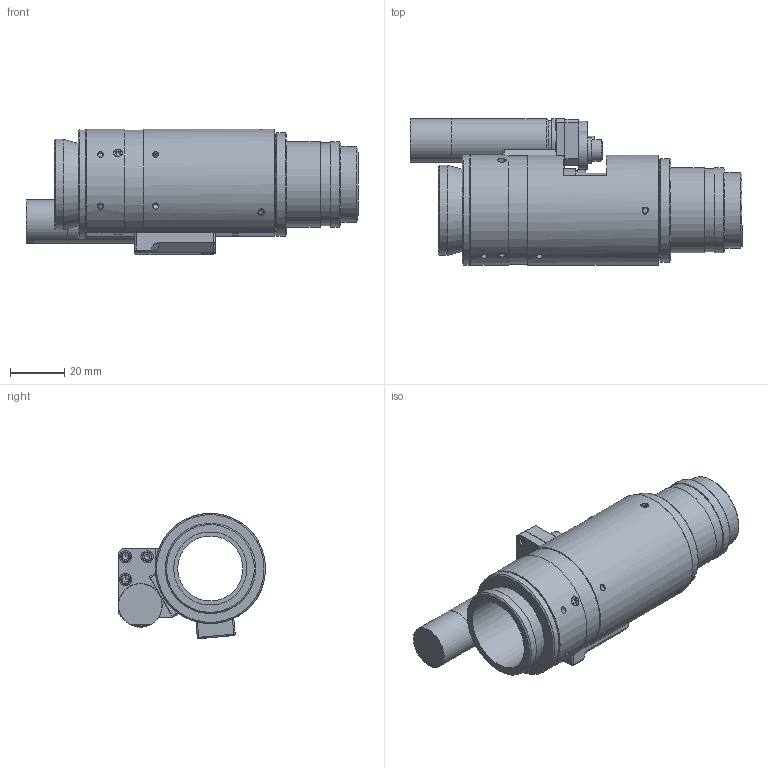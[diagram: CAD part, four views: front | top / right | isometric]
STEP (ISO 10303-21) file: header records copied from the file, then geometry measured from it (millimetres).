
FILE_DESCRIPTION((''),'2;1');
FILE_NAME('62606_0.stp','2007-06-15T13:35:50',('PODLENA'),(''),'Autodesk Inventor 11','Autodesk Inventor 11','');
FILE_SCHEMA(('AUTOMOTIVE_DESIGN { 1 0 10303 214 1 1 1 1 }'));
Length unit declared in the file: inch
Products named in the file (31): Assembly1 (LevelofDetail1); 62606; 7036; 7015; 62327; 7449; 62514; 60404; 62321; 62322; 62330; 62325; 60403-R; 60398; 7040; 7004; 7108; 60399-R; 60400; 7183; 62569; 60369; 62326; 62326-1; DN6848S; ECS-T1CY105R; ECJ-2VF1H104Z; 6266; 61337-R; 61337-R-1; 61337-R-2
Assembly tree (45 placements, depth 5):
  Assembly1 (LevelofDetail1)
    62606
      7036  x2
      7015
      62327
      7449  x3
      62514
        60404
        62321
        62322
          62330
          62325  x2
          60403-R
        60398
        7036  x3
        7040  x4
        7004  x3
        7108  x3
        60399-R
        60400
        7183
      62569
        60369
        62326
          62326-1
          DN6848S  x2
          ECS-T1CY105R
          ECJ-2VF1H104Z
      6266
      61337-R
        61337-R-1
        61337-R-2
Bounding box: 122.3 x 54.17 x 46.17 mm (x, y, z)
Volume: 71692.8 mm3; surface area: 50964.6 mm2
Topology: 39 solids, 39 shells, 1219 faces, 3052 edges, 2008 vertices
Faces by surface type: plane 778, bspline 235, cylinder 134, cone 64, sphere 8
Full cylindrical faces by diameter (mm): 2.159 x5, 2.184 x16, 2.845 x12, 2.997 x2, 3.302 x3, 3.556 x5, 4.166 x4, 4.267 x3, 4.75 x1, 4.757 x2, 4.78 x1, 6.985 x1, 7.01 x1, 7.938 x1, 9.525 x2, 10.109 x1, 10.16 x1, 14.11 x1, 14.122 x1, 14.478 x1, 16.002 x1, 16.129 x2, 23.978 x1, 24.536 x1, 25 x1, 25.4 x1, 26.035 x1, 26.213 x1, 26.975 x1, 27.305 x1
Entity records: 33140 total; most frequent: CARTESIAN_POINT 10909, ORIENTED_EDGE 4496, DIRECTION 3761, EDGE_CURVE 2248, VERTEX_POINT 1575, VECTOR 1509, LINE 1509, EDGE_LOOP 1295
